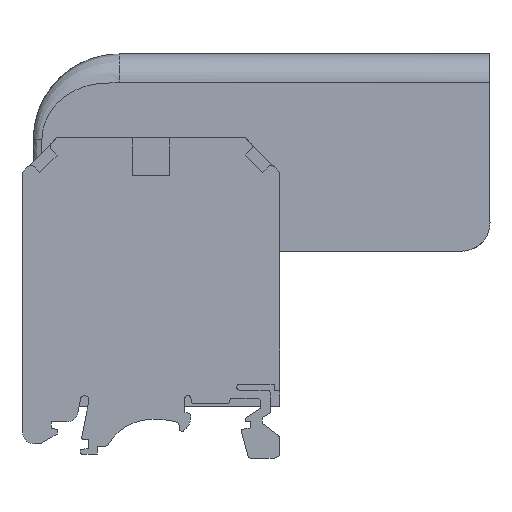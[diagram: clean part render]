
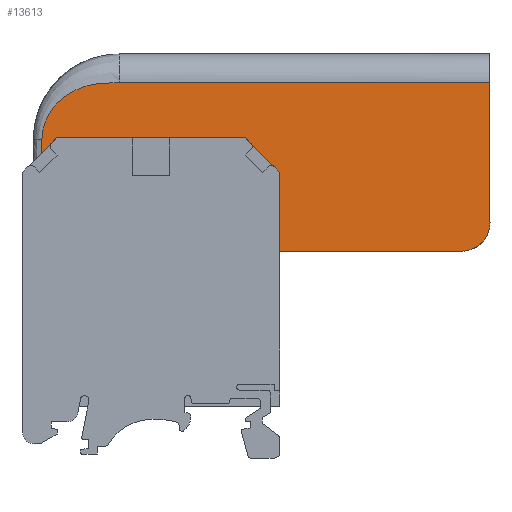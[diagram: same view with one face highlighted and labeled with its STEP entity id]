
A CAD part, left-side view. The second image highlights one B-rep face of the part: STEP entity #13613.
In plain terms, the highlighted planar face has unit normal (-1, 0, 0.004).
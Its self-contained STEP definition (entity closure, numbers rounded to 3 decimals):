
#79=(
BOUNDED_CURVE()
B_SPLINE_CURVE(3,(#18284,#18285,#18286,#18287),.UNSPECIFIED.,.F.,.F.)
B_SPLINE_CURVE_WITH_KNOTS((4,4),(0.,0.019),
 .UNSPECIFIED.)
CURVE()
GEOMETRIC_REPRESENTATION_ITEM()
RATIONAL_B_SPLINE_CURVE((1.,1.,1.,1.))
REPRESENTATION_ITEM('')
);
#89=ELLIPSE('',#14240,5.,5.);
#129=B_SPLINE_CURVE_WITH_KNOTS('',3,(#18265,#18266,#18267,#18268,#18269,
#18270,#18271,#18272,#18273,#18274,#18275,#18276,#18277,#18278,#18279,#18280,
#18281,#18282),.UNSPECIFIED.,.F.,.F.,(4,2,2,2,2,2,2,2,4),(0.,0.196,
0.391,0.587,0.783,0.979,
1.174,1.37,1.566),.UNSPECIFIED.);
#1123=ORIENTED_EDGE('',*,*,#3860,.T.);
#1124=ORIENTED_EDGE('',*,*,#3861,.T.);
#1125=ORIENTED_EDGE('',*,*,#3801,.F.);
#1126=ORIENTED_EDGE('',*,*,#3862,.T.);
#1127=ORIENTED_EDGE('',*,*,#3863,.T.);
#1128=ORIENTED_EDGE('',*,*,#3864,.F.);
#1129=ORIENTED_EDGE('',*,*,#3701,.F.);
#3701=EDGE_CURVE('',#5123,#5124,#6038,.T.);
#3801=EDGE_CURVE('',#5195,#5196,#6131,.T.);
#3860=EDGE_CURVE('',#5123,#5229,#6180,.T.);
#3861=EDGE_CURVE('',#5229,#5196,#89,.T.);
#3862=EDGE_CURVE('',#5195,#5230,#6181,.T.);
#3863=EDGE_CURVE('',#5230,#5231,#129,.T.);
#3864=EDGE_CURVE('',#5124,#5231,#79,.T.);
#5123=VERTEX_POINT('',#17807);
#5124=VERTEX_POINT('',#17809);
#5195=VERTEX_POINT('',#18022);
#5196=VERTEX_POINT('',#18024);
#5229=VERTEX_POINT('',#18261);
#5230=VERTEX_POINT('',#18264);
#5231=VERTEX_POINT('',#18283);
#6038=LINE('',#17808,#7140);
#6131=LINE('',#18023,#7233);
#6180=LINE('',#18260,#7282);
#6181=LINE('',#18263,#7283);
#7140=VECTOR('',#15162,1000.);
#7233=VECTOR('',#15311,1000.);
#7282=VECTOR('',#15416,1000.);
#7283=VECTOR('',#15419,1000.);
#8213=EDGE_LOOP('',(#1123,#1124,#1125,#1126,#1127,#1128,#1129));
#8823=FACE_BOUND('',#8213,.T.);
#9381=PLANE('',#14239);
#13613=ADVANCED_FACE('',(#8823),#9381,.T.);
#14239=AXIS2_PLACEMENT_3D('',#18259,#15414,#15415);
#14240=AXIS2_PLACEMENT_3D('',#18262,#15417,#15418);
#15162=DIRECTION('',(0.,1.,0.));
#15311=DIRECTION('',(-0.004,-0.004,-1.));
#15414=DIRECTION('',(-1.,0.,0.004));
#15415=DIRECTION('',(-0.004,0.,-1.));
#15416=DIRECTION('',(0.,-1.,0.));
#15417=DIRECTION('',(-1.,0.,0.004));
#15418=DIRECTION('',(-0.004,0.,-1.));
#15419=DIRECTION('',(0.,1.,0.));
#17807=CARTESIAN_POINT('',(-17.,-22.5,0.));
#17808=CARTESIAN_POINT('',(-17.,0.,0.));
#17809=CARTESIAN_POINT('',(-17.,20.6,0.));
#18022=CARTESIAN_POINT('',(-16.871,-59.271,29.522));
#18023=CARTESIAN_POINT('',(-16.999,-59.399,0.144));
#18024=CARTESIAN_POINT('',(-16.978,-59.378,5.022));
#18259=CARTESIAN_POINT('',(-17.,19.1,0.));
#18260=CARTESIAN_POINT('',(-17.,19.1,0.));
#18261=CARTESIAN_POINT('',(-17.,-54.378,0.));
#18262=CARTESIAN_POINT('',(-16.978,-54.378,5.));
#18263=CARTESIAN_POINT('',(-16.871,-91.857,29.522));
#18264=CARTESIAN_POINT('',(-16.871,5.515,29.522));
#18265=CARTESIAN_POINT('',(-16.871,5.515,29.522));
#18266=CARTESIAN_POINT('',(-16.871,6.168,29.522));
#18267=CARTESIAN_POINT('',(-16.871,6.824,29.513));
#18268=CARTESIAN_POINT('',(-16.872,8.162,29.441));
#18269=CARTESIAN_POINT('',(-16.872,8.847,29.378));
#18270=CARTESIAN_POINT('',(-16.873,10.245,29.153));
#18271=CARTESIAN_POINT('',(-16.874,10.96,28.991));
#18272=CARTESIAN_POINT('',(-16.876,12.394,28.526));
#18273=CARTESIAN_POINT('',(-16.877,13.113,28.223));
#18274=CARTESIAN_POINT('',(-16.88,14.507,27.449));
#18275=CARTESIAN_POINT('',(-16.882,15.182,26.977));
#18276=CARTESIAN_POINT('',(-16.887,16.424,25.862));
#18277=CARTESIAN_POINT('',(-16.89,16.99,25.219));
#18278=CARTESIAN_POINT('',(-16.896,17.944,23.785));
#18279=CARTESIAN_POINT('',(-16.9,18.331,22.995));
#18280=CARTESIAN_POINT('',(-16.907,18.865,21.325));
#18281=CARTESIAN_POINT('',(-16.911,19.011,20.447));
#18282=CARTESIAN_POINT('',(-16.915,19.015,19.565));
#18283=CARTESIAN_POINT('',(-16.915,19.015,19.565));
#18284=CARTESIAN_POINT('',(-17.,20.6,0.));
#18285=CARTESIAN_POINT('',(-16.972,19.822,6.521));
#18286=CARTESIAN_POINT('',(-16.943,19.043,13.041));
#18287=CARTESIAN_POINT('',(-16.915,19.015,19.565));
